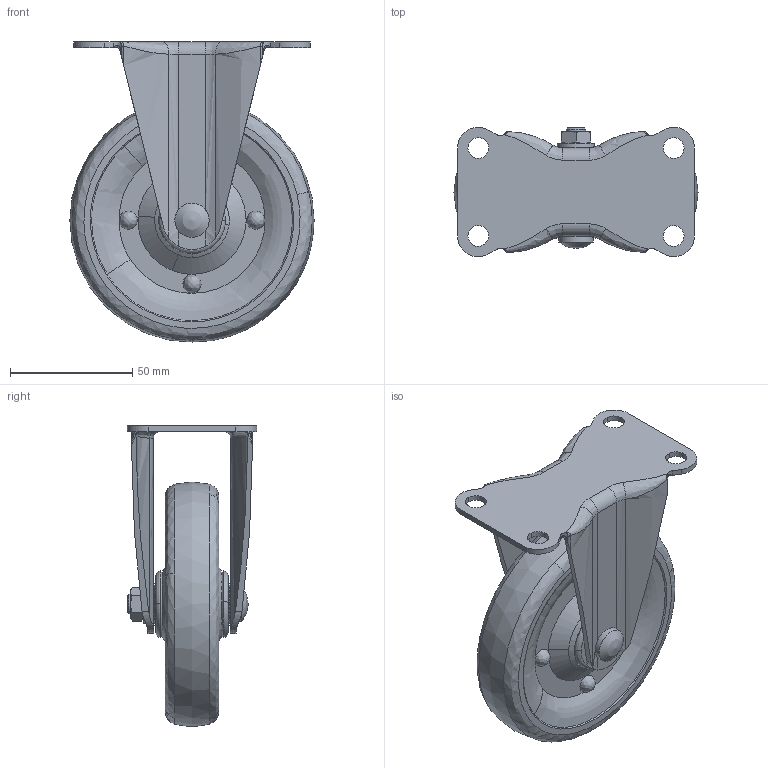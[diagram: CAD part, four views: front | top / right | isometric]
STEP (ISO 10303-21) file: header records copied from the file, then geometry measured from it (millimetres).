
FILE_DESCRIPTION((''),'2;1');
FILE_NAME('','2005-12-16T14:27:29',(''),(''),'','CADfix','');
FILE_SCHEMA(('AUTOMOTIVE_DESIGN'));
Length unit declared in the file: millimetre
Products named in the file (4): wheel; body; axle; No_607B_17170_36
Assembly tree (3 placements, depth 2):
  No_607B_17170_36
    wheel
    body
    axle
Bounding box: 100 x 53 x 122.9 mm (x, y, z)
Volume: 172171.5 mm3; surface area: 48217.7 mm2
Topology: 3 solids, 3 shells, 198 faces, 595 edges, 415 vertices
Faces by surface type: bspline 198
Entity records: 9360 total; most frequent: CARTESIAN_POINT 6148, ORIENTED_EDGE 1174, EDGE_CURVE 587, VERTEX_POINT 415, EDGE_LOOP 232, FACE_OUTER_BOUND 198, ADVANCED_FACE 198, QUASI_UNIFORM_CURVE 125
